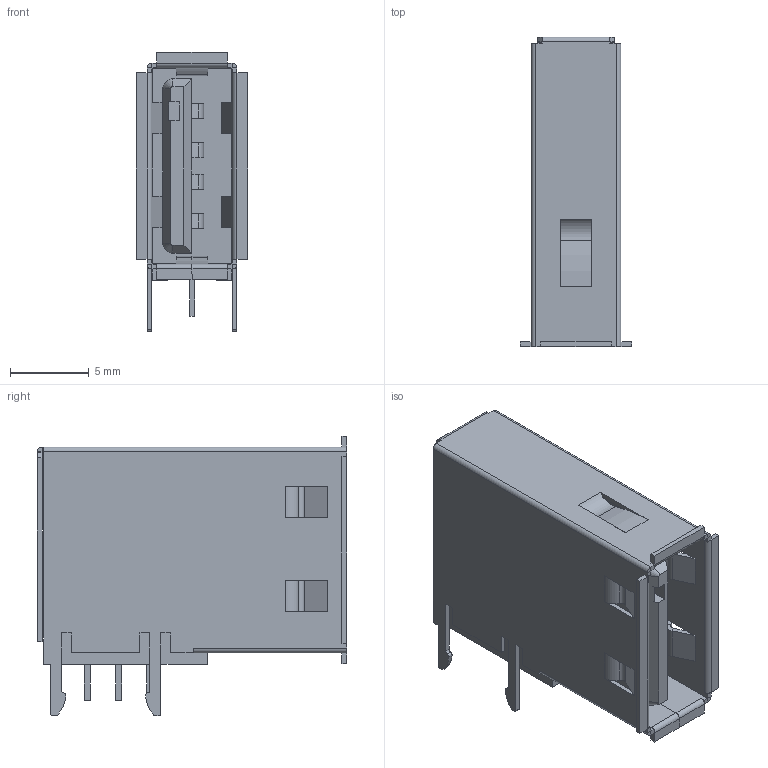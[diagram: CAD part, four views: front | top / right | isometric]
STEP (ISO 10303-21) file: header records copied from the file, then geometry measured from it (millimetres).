
FILE_DESCRIPTION(('FreeCAD Model'),'2;1');
FILE_NAME('FCI_73725-0110BLF.step','2020-09-16T17:05:08',( 'kicad StepUp'),('ksu MCAD'),'Open CASCADE STEP processor 7.3', 'FreeCAD','Unknown');
FILE_SCHEMA(('AUTOMOTIVE_DESIGN { 1 0 10303 214 1 1 1 1 }'));
Length unit declared in the file: millimetre
Products named in the file (1): FCI_73725-0110BLF
Bounding box: 7.12 x 19.7 x 17.81 mm (x, y, z)
Volume: 659.7 mm3; surface area: 2389.3 mm2
Topology: 1 solids, 1 shells, 471 faces, 1202 edges, 712 vertices
Faces by surface type: plane 353, cylinder 116, cone 2
Entity records: 17221 total; most frequent: ORIENTED_EDGE 2404, CARTESIAN_POINT 2386, DIRECTION 2380, EDGE_CURVE 1202, LINE 968, VECTOR 968, VERTEX_POINT 712, AXIS2_PLACEMENT_3D 706
